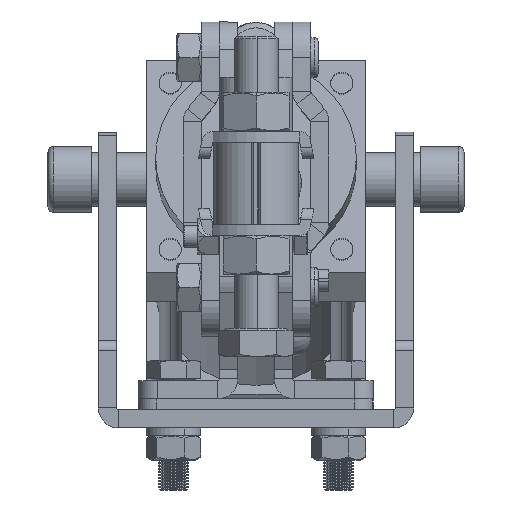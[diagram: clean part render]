
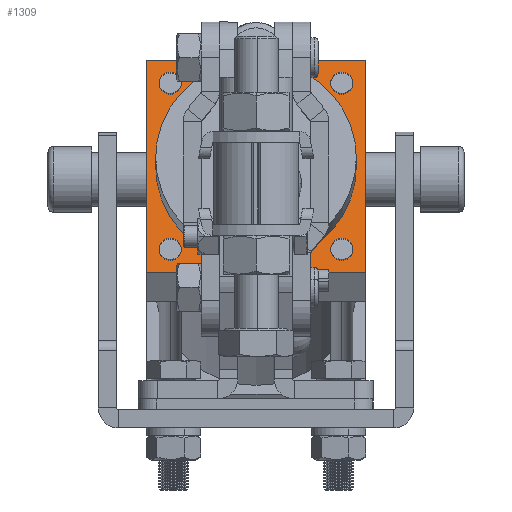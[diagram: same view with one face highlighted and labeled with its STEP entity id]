
A CAD part, left-side view. The second image highlights one B-rep face of the part: STEP entity #1309.
In plain terms, the highlighted face is planar.
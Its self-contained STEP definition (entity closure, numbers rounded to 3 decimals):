
#1309 = ADVANCED_FACE ( 'NONE', ( #33182, #33191, #33189, #33190, #33180, #33192 ), #37956, .F. ) ;
#7125 = CARTESIAN_POINT ( 'NONE',  ( 10., -26.5, 23.5 ) ) ;
#7126 = CARTESIAN_POINT ( 'NONE',  ( 10., -20.5, 23.5 ) ) ;
#7135 = CARTESIAN_POINT ( 'NONE',  ( 10., -20.5, -23.5 ) ) ;
#7138 = CARTESIAN_POINT ( 'NONE',  ( 10., -26.5, -23.5 ) ) ;
#7147 = CARTESIAN_POINT ( 'NONE',  ( 10., 26.5, -23.5 ) ) ;
#7150 = CARTESIAN_POINT ( 'NONE',  ( 10., 20.5, -23.5 ) ) ;
#7159 = CARTESIAN_POINT ( 'NONE',  ( 10., 26.5, 23.5 ) ) ;
#7162 = CARTESIAN_POINT ( 'NONE',  ( 10., 20.5, 23.5 ) ) ;
#7426 = CARTESIAN_POINT ( 'NONE',  ( 10., 0., -27.5 ) ) ;
#7429 = CARTESIAN_POINT ( 'NONE',  ( 10., 0., 27.5 ) ) ;
#7438 = CARTESIAN_POINT ( 'NONE',  ( 10., 30., -30. ) ) ;
#7442 = CARTESIAN_POINT ( 'NONE',  ( 10., 30., 30. ) ) ;
#7444 = CARTESIAN_POINT ( 'NONE',  ( 10., -30., -30. ) ) ;
#7448 = CARTESIAN_POINT ( 'NONE',  ( 10., -30., 30. ) ) ;
#18655 = DIRECTION ( 'NONE',  ( 0., -1., 0. ) ) ;
#18656 = CARTESIAN_POINT ( 'NONE',  ( 10., 0., 0. ) ) ;
#18657 = DIRECTION ( 'NONE',  ( 1., 0., 0. ) ) ;
#18658 = DIRECTION ( 'NONE',  ( 0., 1., 0. ) ) ;
#18659 = CARTESIAN_POINT ( 'NONE',  ( 10., -23.5, -23.5 ) ) ;
#18660 = DIRECTION ( 'NONE',  ( 1., 0., 0. ) ) ;
#18661 = DIRECTION ( 'NONE',  ( 0., 1., 0. ) ) ;
#18662 = CARTESIAN_POINT ( 'NONE',  ( 10., 30., 30. ) ) ;
#18663 = CARTESIAN_POINT ( 'NONE',  ( 10., 23.5, -23.5 ) ) ;
#18664 = DIRECTION ( 'NONE',  ( 1., 0., 0. ) ) ;
#18665 = DIRECTION ( 'NONE',  ( 0., 1., 0. ) ) ;
#18666 = CARTESIAN_POINT ( 'NONE',  ( 10., -30., 30. ) ) ;
#18667 = DIRECTION ( 'NONE',  ( 0., 0., -1. ) ) ;
#18668 = CARTESIAN_POINT ( 'NONE',  ( 10., 30., -30. ) ) ;
#18669 = DIRECTION ( 'NONE',  ( 0., -1., 0. ) ) ;
#18671 = CARTESIAN_POINT ( 'NONE',  ( 10., 23.5, 23.5 ) ) ;
#18672 = DIRECTION ( 'NONE',  ( 1., 0., 0. ) ) ;
#18673 = DIRECTION ( 'NONE',  ( 0., 1., 0. ) ) ;
#18675 = CARTESIAN_POINT ( 'NONE',  ( 10., -23.5, 23.5 ) ) ;
#18676 = DIRECTION ( 'NONE',  ( 1., 0., 0. ) ) ;
#18677 = DIRECTION ( 'NONE',  ( 0., 1., 0. ) ) ;
#18747 = CARTESIAN_POINT ( 'NONE',  ( 10., 0., 0. ) ) ;
#18748 = DIRECTION ( 'NONE',  ( 1., 0., 0. ) ) ;
#18749 = DIRECTION ( 'NONE',  ( 0., 1., 0. ) ) ;
#18781 = CARTESIAN_POINT ( 'NONE',  ( 10., 30., 30. ) ) ;
#18795 = DIRECTION ( 'NONE',  ( 0., 0., -1. ) ) ;
#18847 = CIRCLE ( 'NONE', #43118, 27.5 ) ;
#18849 = CIRCLE ( 'NONE', #43119, 3. ) ;
#18851 = CIRCLE ( 'NONE', #43120, 3. ) ;
#18852 = LINE ( 'NONE', #18662, #18855 ) ;
#18853 = CIRCLE ( 'NONE', #43121, 3. ) ;
#18854 = LINE ( 'NONE', #18666, #18857 ) ;
#18855 = VECTOR ( 'NONE', #18655, 1000. ) ;
#18856 = LINE ( 'NONE', #18668, #18859 ) ;
#18857 = VECTOR ( 'NONE', #18667, 1000. ) ;
#18858 = CIRCLE ( 'NONE', #43122, 3. ) ;
#18859 = VECTOR ( 'NONE', #18669, 1000. ) ;
#18890 = CIRCLE ( 'NONE', #43132, 27.5 ) ;
#18920 = LINE ( 'NONE', #18781, #18925 ) ;
#18925 = VECTOR ( 'NONE', #18795, 1000. ) ;
#18934 = CIRCLE ( 'NONE', #43137, 3. ) ;
#19045 = CIRCLE ( 'NONE', #43156, 3. ) ;
#19076 = CIRCLE ( 'NONE', #43162, 3. ) ;
#19297 = CIRCLE ( 'NONE', #43182, 3. ) ;
#19693 = CARTESIAN_POINT ( 'NONE',  ( 10., -23.5, -23.5 ) ) ;
#19694 = DIRECTION ( 'NONE',  ( 1., 0., 0. ) ) ;
#19695 = DIRECTION ( 'NONE',  ( 0., 1., 0. ) ) ;
#20087 = CARTESIAN_POINT ( 'NONE',  ( 10., -23.5, 23.5 ) ) ;
#20088 = DIRECTION ( 'NONE',  ( 1., 0., 0. ) ) ;
#20089 = DIRECTION ( 'NONE',  ( 0., 1., 0. ) ) ;
#20225 = CARTESIAN_POINT ( 'NONE',  ( 10., 23.5, -23.5 ) ) ;
#20226 = DIRECTION ( 'NONE',  ( 1., 0., 0. ) ) ;
#20227 = DIRECTION ( 'NONE',  ( 0., 1., 0. ) ) ;
#20946 = CARTESIAN_POINT ( 'NONE',  ( 10., 23.5, 23.5 ) ) ;
#20947 = DIRECTION ( 'NONE',  ( 1., 0., 0. ) ) ;
#20948 = DIRECTION ( 'NONE',  ( 0., 1., 0. ) ) ;
#22590 = EDGE_LOOP ( 'NONE', ( #28256, #28253 ) ) ;
#22600 = EDGE_LOOP ( 'NONE', ( #28412, #28360, #28258, #28257 ) ) ;
#22617 = EDGE_LOOP ( 'NONE', ( #28375, #28502 ) ) ;
#22621 = EDGE_LOOP ( 'NONE', ( #28491, #28474 ) ) ;
#22625 = EDGE_LOOP ( 'NONE', ( #28461, #28513 ) ) ;
#22629 = EDGE_LOOP ( 'NONE', ( #28372, #28447 ) ) ;
#22967 = VERTEX_POINT ( 'NONE', #7125 ) ;
#22968 = VERTEX_POINT ( 'NONE', #7126 ) ;
#22978 = VERTEX_POINT ( 'NONE', #7135 ) ;
#22982 = VERTEX_POINT ( 'NONE', #7138 ) ;
#22993 = VERTEX_POINT ( 'NONE', #7147 ) ;
#22996 = VERTEX_POINT ( 'NONE', #7150 ) ;
#23005 = VERTEX_POINT ( 'NONE', #7159 ) ;
#23008 = VERTEX_POINT ( 'NONE', #7162 ) ;
#23047 = VERTEX_POINT ( 'NONE', #7426 ) ;
#23051 = VERTEX_POINT ( 'NONE', #7429 ) ;
#23061 = VERTEX_POINT ( 'NONE', #7438 ) ;
#23065 = VERTEX_POINT ( 'NONE', #7442 ) ;
#23068 = VERTEX_POINT ( 'NONE', #7444 ) ;
#23072 = VERTEX_POINT ( 'NONE', #7448 ) ;
#27641 = EDGE_CURVE ( 'NONE', #23051, #23047, #18847, .T. ) ;
#27642 = EDGE_CURVE ( 'NONE', #22982, #22978, #18849, .T. ) ;
#27643 = EDGE_CURVE ( 'NONE', #22996, #22993, #18851, .T. ) ;
#27644 = EDGE_CURVE ( 'NONE', #23065, #23072, #18852, .T. ) ;
#27645 = EDGE_CURVE ( 'NONE', #23072, #23068, #18854, .T. ) ;
#27646 = EDGE_CURVE ( 'NONE', #23061, #23068, #18856, .T. ) ;
#27647 = EDGE_CURVE ( 'NONE', #23008, #23005, #18853, .T. ) ;
#27648 = EDGE_CURVE ( 'NONE', #22967, #22968, #18858, .T. ) ;
#27670 = EDGE_CURVE ( 'NONE', #23047, #23051, #18890, .T. ) ;
#27688 = EDGE_CURVE ( 'NONE', #23065, #23061, #18920, .T. ) ;
#27699 = EDGE_CURVE ( 'NONE', #22978, #22982, #18934, .T. ) ;
#28253 = ORIENTED_EDGE ( 'NONE', *, *, #27670, .T. ) ;
#28256 = ORIENTED_EDGE ( 'NONE', *, *, #27641, .T. ) ;
#28257 = ORIENTED_EDGE ( 'NONE', *, *, #27688, .T. ) ;
#28258 = ORIENTED_EDGE ( 'NONE', *, *, #27644, .F. ) ;
#28360 = ORIENTED_EDGE ( 'NONE', *, *, #27645, .F. ) ;
#28372 = ORIENTED_EDGE ( 'NONE', *, *, #27643, .T. ) ;
#28375 = ORIENTED_EDGE ( 'NONE', *, *, #27648, .T. ) ;
#28412 = ORIENTED_EDGE ( 'NONE', *, *, #27646, .T. ) ;
#28447 = ORIENTED_EDGE ( 'NONE', *, *, #30330, .T. ) ;
#28461 = ORIENTED_EDGE ( 'NONE', *, *, #27642, .T. ) ;
#28474 = ORIENTED_EDGE ( 'NONE', *, *, #30526, .T. ) ;
#28491 = ORIENTED_EDGE ( 'NONE', *, *, #27647, .T. ) ;
#28502 = ORIENTED_EDGE ( 'NONE', *, *, #30294, .T. ) ;
#28513 = ORIENTED_EDGE ( 'NONE', *, *, #27699, .T. ) ;
#30294 = EDGE_CURVE ( 'NONE', #22968, #22967, #19045, .T. ) ;
#30330 = EDGE_CURVE ( 'NONE', #22993, #22996, #19076, .T. ) ;
#30526 = EDGE_CURVE ( 'NONE', #23005, #23008, #19297, .T. ) ;
#31007 = AXIS2_PLACEMENT_3D ( 'NONE', #37957, #37948, #37959 ) ;
#33180 = FACE_OUTER_BOUND ( 'NONE', #22600, .T. ) ;
#33182 = FACE_BOUND ( 'NONE', #22617, .T. ) ;
#33189 = FACE_BOUND ( 'NONE', #22629, .T. ) ;
#33190 = FACE_BOUND ( 'NONE', #22621, .T. ) ;
#33191 = FACE_BOUND ( 'NONE', #22625, .T. ) ;
#33192 = FACE_BOUND ( 'NONE', #22590, .T. ) ;
#37948 = DIRECTION ( 'NONE',  ( 1., 0., 0. ) ) ;
#37956 = PLANE ( 'NONE',  #31007 ) ;
#37957 = CARTESIAN_POINT ( 'NONE',  ( 10., 30., 30. ) ) ;
#37959 = DIRECTION ( 'NONE',  ( 0., 1., 0. ) ) ;
#43118 = AXIS2_PLACEMENT_3D ( 'NONE', #18656, #18657, #18658 ) ;
#43119 = AXIS2_PLACEMENT_3D ( 'NONE', #18659, #18660, #18661 ) ;
#43120 = AXIS2_PLACEMENT_3D ( 'NONE', #18663, #18664, #18665 ) ;
#43121 = AXIS2_PLACEMENT_3D ( 'NONE', #18671, #18672, #18673 ) ;
#43122 = AXIS2_PLACEMENT_3D ( 'NONE', #18675, #18676, #18677 ) ;
#43132 = AXIS2_PLACEMENT_3D ( 'NONE', #18747, #18748, #18749 ) ;
#43137 = AXIS2_PLACEMENT_3D ( 'NONE', #19693, #19694, #19695 ) ;
#43156 = AXIS2_PLACEMENT_3D ( 'NONE', #20087, #20088, #20089 ) ;
#43162 = AXIS2_PLACEMENT_3D ( 'NONE', #20225, #20226, #20227 ) ;
#43182 = AXIS2_PLACEMENT_3D ( 'NONE', #20946, #20947, #20948 ) ;
